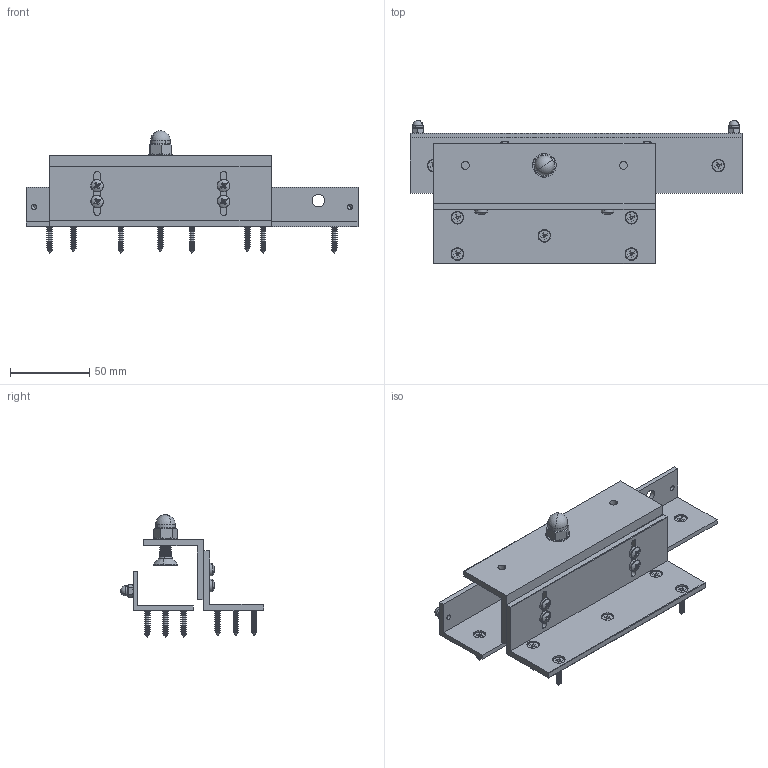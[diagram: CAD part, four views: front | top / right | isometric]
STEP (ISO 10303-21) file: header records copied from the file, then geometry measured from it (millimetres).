
FILE_DESCRIPTION (( 'STEP AP214' ), '1' );
FILE_NAME ('EF150ZL.step', '2021-07-29T14:10:00', ( '' ), ( '' ), 'SwSTEP 2.0', 'SolidWorks 2020', '' );
FILE_SCHEMA (( 'AUTOMOTIVE_DESIGN' ));
Length unit declared in the file: millimetre
Products named in the file (16): Group1; Tapping screw DIN 7982-ST3.5x19-C-H-S-9; Group2; EF150ZL; Tapping screw DIN 7982-ST3.5x19-C-H-S-3; Tapping screw DIN 7982-ST3.5x19-C-H-S-8; Tapping screw DIN 7982-ST3.5x19-C-H-S-13; Tapping screw DIN 7982-ST3.5x19-C-H-S-5; Tapping screw DIN 7982-ST3.5x19-C-H-S-6; MP0340-L BRACKET Z1-1; Tapping screw DIN 7982-ST3.5x19-C-H-S-7; Tapping screw DIN 7982-ST3.5x19-C-H-S-2; Tapping screw DIN 7982-ST3.5x19-C-H-S-12; Tapping screw DIN 7982-ST3.5x19-C-H-S-11; Tapping screw DIN 7982-ST3.5x19-C-H-S-4; Tapping screw DIN 7982-ST3.5x19-C-H-S-10
Assembly tree (15 placements, depth 2):
  EF150ZL
    Group1
    Group2
    MP0340-L BRACKET Z1-1
    Tapping screw DIN 7982-ST3.5x19-C-H-S-3
    Tapping screw DIN 7982-ST3.5x19-C-H-S-2
    Tapping screw DIN 7982-ST3.5x19-C-H-S-11
    Tapping screw DIN 7982-ST3.5x19-C-H-S-5
    Tapping screw DIN 7982-ST3.5x19-C-H-S-7
    Tapping screw DIN 7982-ST3.5x19-C-H-S-6
    Tapping screw DIN 7982-ST3.5x19-C-H-S-4
    Tapping screw DIN 7982-ST3.5x19-C-H-S-10
    Tapping screw DIN 7982-ST3.5x19-C-H-S-8
    Tapping screw DIN 7982-ST3.5x19-C-H-S-12
    Tapping screw DIN 7982-ST3.5x19-C-H-S-9
    Tapping screw DIN 7982-ST3.5x19-C-H-S-13
Bounding box: 210 x 90.5 x 77.61 mm (x, y, z)
Volume: 120799.7 mm3; surface area: 77585.5 mm2
Topology: 15 solids, 17 shells, 1700 faces, 3813 edges, 2140 vertices
Faces by surface type: cone 818, cylinder 499, plane 297, bspline 48, torus 24, sphere 14
Entity records: 49721 total; most frequent: CARTESIAN_POINT 9075, DIRECTION 8569, ORIENTED_EDGE 7538, EDGE_CURVE 3769, AXIS2_PLACEMENT_3D 3330, VERTEX_POINT 2140, LINE 1909, VECTOR 1909
